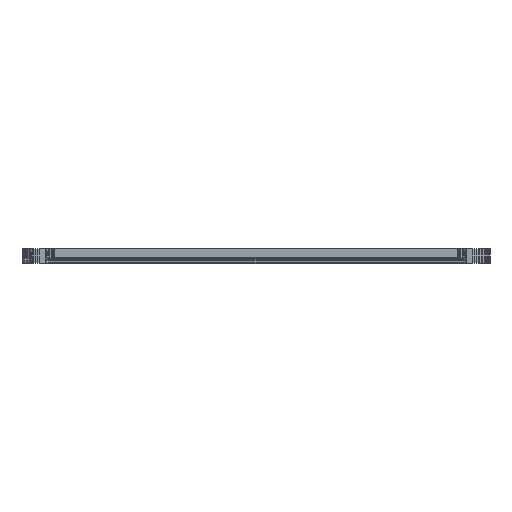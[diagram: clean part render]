
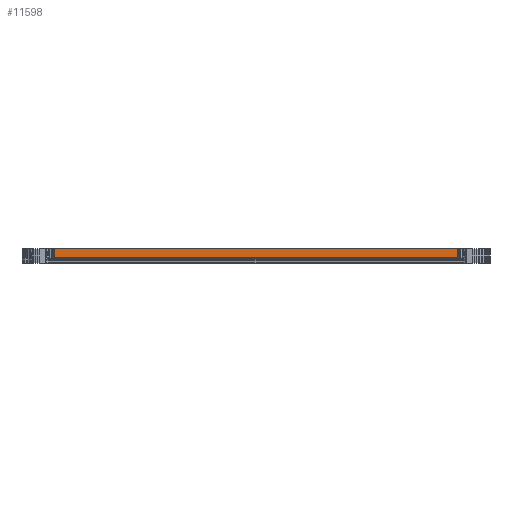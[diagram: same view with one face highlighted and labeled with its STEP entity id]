
A CAD part, front view. The second image highlights one B-rep face of the part: STEP entity #11598.
In plain terms, the highlighted planar face has unit normal (0, -1, 0).
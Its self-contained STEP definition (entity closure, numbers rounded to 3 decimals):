
#717 = VERTEX_POINT('',#718);
#718 = CARTESIAN_POINT('',(-23.3,-18.477,
    1.855));
#724 = EDGE_CURVE('',#725,#717,#727,.T.);
#725 = VERTEX_POINT('',#726);
#726 = CARTESIAN_POINT('',(23.3,-18.477,
    1.855));
#727 = LINE('',#728,#729);
#728 = CARTESIAN_POINT('',(23.3,-18.477,
    1.855));
#729 = VECTOR('',#730,1.);
#730 = DIRECTION('',(-1.,0.,0.));
#11526 = EDGE_CURVE('',#725,#11527,#11529,.T.);
#11527 = VERTEX_POINT('',#11528);
#11528 = CARTESIAN_POINT('',(23.3,-18.477,
    0.8));
#11529 = LINE('',#11530,#11531);
#11530 = CARTESIAN_POINT('',(23.3,-18.477,
    1.855));
#11531 = VECTOR('',#11532,1.);
#11532 = DIRECTION('',(0.,0.,-1.));
#11598 = ADVANCED_FACE('',(#11599),#11617,.T.);
#11599 = FACE_BOUND('',#11600,.T.);
#11600 = EDGE_LOOP('',(#11601,#11602,#11603,#11611));
#11601 = ORIENTED_EDGE('',*,*,#11526,.F.);
#11602 = ORIENTED_EDGE('',*,*,#724,.T.);
#11603 = ORIENTED_EDGE('',*,*,#11604,.F.);
#11604 = EDGE_CURVE('',#11605,#717,#11607,.T.);
#11605 = VERTEX_POINT('',#11606);
#11606 = CARTESIAN_POINT('',(-23.3,-18.477,
    0.8));
#11607 = LINE('',#11608,#11609);
#11608 = CARTESIAN_POINT('',(-23.3,-18.477,
    0.8));
#11609 = VECTOR('',#11610,1.);
#11610 = DIRECTION('',(0.,0.,1.));
#11611 = ORIENTED_EDGE('',*,*,#11612,.T.);
#11612 = EDGE_CURVE('',#11605,#11527,#11613,.T.);
#11613 = LINE('',#11614,#11615);
#11614 = CARTESIAN_POINT('',(-23.3,-18.477,
    0.8));
#11615 = VECTOR('',#11616,1.);
#11616 = DIRECTION('',(1.,0.,0.));
#11617 = PLANE('',#11618);
#11618 = AXIS2_PLACEMENT_3D('',#11619,#11620,#11621);
#11619 = CARTESIAN_POINT('',(0.,-18.477,1.327));
#11620 = DIRECTION('',(-0.,-1.,-0.));
#11621 = DIRECTION('',(0.,0.,-1.));
